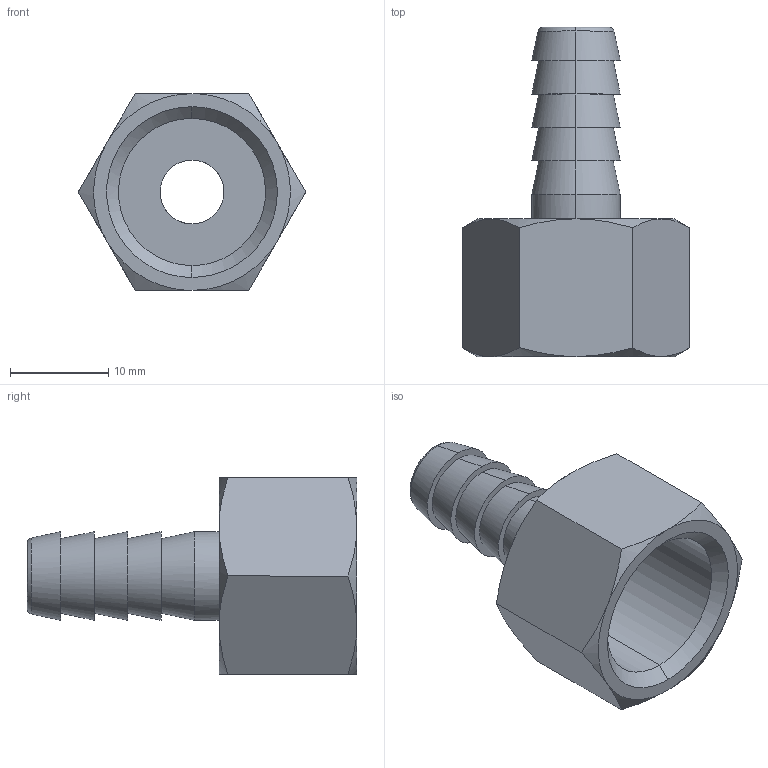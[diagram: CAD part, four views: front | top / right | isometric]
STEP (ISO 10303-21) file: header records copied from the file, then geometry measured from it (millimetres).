
FILE_DESCRIPTION (( 'STEP AP214' ), '1' );
FILE_NAME ('DRF.SP53-09.STEP', '2018-09-06T09:23:28', ( '' ), ( '' ), 'SwSTEP 2.0', 'SolidWorks 2018', '' );
FILE_SCHEMA (( 'AUTOMOTIVE_DESIGN' ));
Length unit declared in the file: millimetre
Products named in the file (1): DRF.SP53-09
Bounding box: 23.09 x 33.5 x 20 mm (x, y, z)
Volume: 3123.5 mm3; surface area: 3098.5 mm2
Topology: 1 solids, 1 shells, 47 faces, 98 edges, 59 vertices
Faces by surface type: bspline 47
Entity records: 2475 total; most frequent: CARTESIAN_POINT 1827, ORIENTED_EDGE 196, EDGE_CURVE 98, B_SPLINE_CURVE_WITH_KNOTS 83, VERTEX_POINT 59, EDGE_LOOP 55, FACE_OUTER_BOUND 47, ADVANCED_FACE 47
